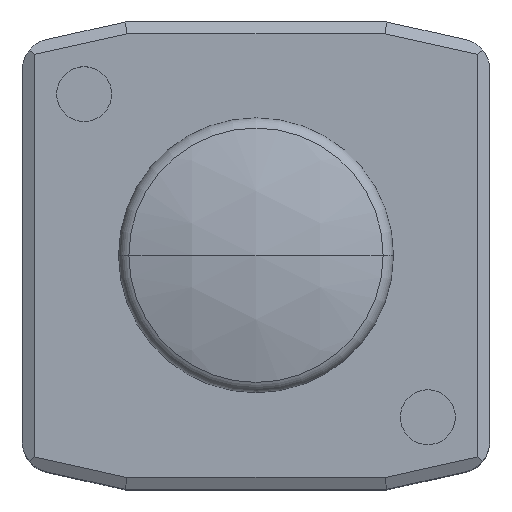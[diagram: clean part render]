
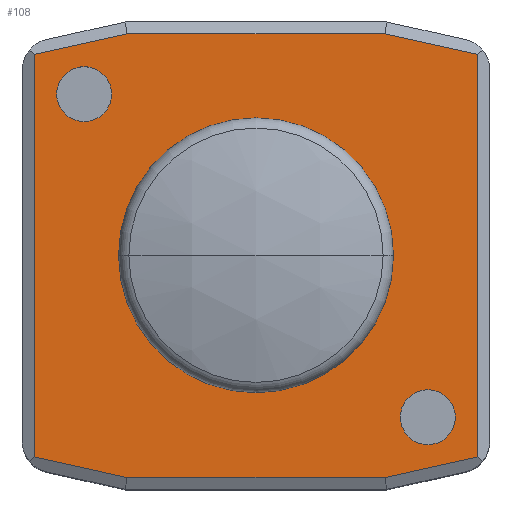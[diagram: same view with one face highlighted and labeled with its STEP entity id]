
A CAD part, top view. The second image highlights one B-rep face of the part: STEP entity #108.
In plain terms, the highlighted planar face has unit normal (0, 0, 1).
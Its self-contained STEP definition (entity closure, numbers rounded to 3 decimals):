
#108=ADVANCED_FACE('',(#238,#239,#240,#241),#242,.T.);
#238=FACE_BOUND('',#375,.T.);
#239=FACE_BOUND('',#376,.T.);
#240=FACE_BOUND('',#377,.T.);
#241=FACE_OUTER_BOUND('',#378,.T.);
#242=PLANE('',#379);
#375=EDGE_LOOP('',(#841,#842));
#376=EDGE_LOOP('',(#843,#844));
#377=EDGE_LOOP('',(#845,#846));
#378=EDGE_LOOP('',(#847,#848,#849,#850,#851,#852,#853,#854));
#379=AXIS2_PLACEMENT_3D('',#855,#856,#857);
#841=ORIENTED_EDGE('',*,*,#951,.T.);
#842=ORIENTED_EDGE('',*,*,#950,.T.);
#843=ORIENTED_EDGE('',*,*,#899,.T.);
#844=ORIENTED_EDGE('',*,*,#983,.T.);
#845=ORIENTED_EDGE('',*,*,#895,.T.);
#846=ORIENTED_EDGE('',*,*,#985,.T.);
#847=ORIENTED_EDGE('',*,*,#988,.T.);
#848=ORIENTED_EDGE('',*,*,#1020,.T.);
#849=ORIENTED_EDGE('',*,*,#1012,.T.);
#850=ORIENTED_EDGE('',*,*,#1029,.T.);
#851=ORIENTED_EDGE('',*,*,#1022,.T.);
#852=ORIENTED_EDGE('',*,*,#1005,.T.);
#853=ORIENTED_EDGE('',*,*,#999,.T.);
#854=ORIENTED_EDGE('',*,*,#994,.T.);
#855=CARTESIAN_POINT('',(0.,34.0,53.0));
#856=DIRECTION('',(0.0,0.0,1.0));
#857=DIRECTION('',(1.0,0.0,0.0));
#895=EDGE_CURVE('',#1057,#1054,#1058,.T.);
#899=EDGE_CURVE('',#1065,#1062,#1066,.T.);
#950=EDGE_CURVE('',#1157,#1161,#1163,.T.);
#951=EDGE_CURVE('',#1161,#1157,#1164,.T.);
#983=EDGE_CURVE('',#1062,#1065,#1204,.T.);
#985=EDGE_CURVE('',#1054,#1057,#1206,.T.);
#988=EDGE_CURVE('',#1212,#1210,#1213,.T.);
#994=EDGE_CURVE('',#1222,#1212,#1223,.T.);
#999=EDGE_CURVE('',#1231,#1222,#1232,.T.);
#1005=EDGE_CURVE('',#1241,#1231,#1242,.T.);
#1012=EDGE_CURVE('',#1255,#1253,#1256,.T.);
#1020=EDGE_CURVE('',#1210,#1255,#1268,.T.);
#1022=EDGE_CURVE('',#1271,#1241,#1272,.T.);
#1029=EDGE_CURVE('',#1253,#1271,#1282,.T.);
#1054=VERTEX_POINT('',#1311);
#1057=VERTEX_POINT('',#1315);
#1058=CIRCLE('',#1316,4.0);
#1062=VERTEX_POINT('',#1321);
#1065=VERTEX_POINT('',#1325);
#1066=CIRCLE('',#1326,4.0);
#1157=VERTEX_POINT('',#1432);
#1161=VERTEX_POINT('',#1437);
#1163=CIRCLE('',#1440,14.5);
#1164=CIRCLE('',#1441,14.5);
#1204=CIRCLE('',#1493,4.0);
#1206=CIRCLE('',#1495,4.0);
#1210=VERTEX_POINT('',#1499);
#1212=VERTEX_POINT('',#1502);
#1213=LINE('',#1503,#1504);
#1222=VERTEX_POINT('',#1518);
#1223=LINE('',#1519,#1520);
#1231=VERTEX_POINT('',#1531);
#1232=LINE('',#1532,#1533);
#1241=VERTEX_POINT('',#1545);
#1242=LINE('',#1546,#1547);
#1253=VERTEX_POINT('',#1561);
#1255=VERTEX_POINT('',#1564);
#1256=LINE('',#1565,#1566);
#1268=LINE('',#1582,#1583);
#1271=VERTEX_POINT('',#1586);
#1272=LINE('',#1587,#1588);
#1282=LINE('',#1604,#1605);
#1311=CARTESIAN_POINT('',(29.0,10.5,53.0));
#1315=CARTESIAN_POINT('',(21.0,10.5,53.0));
#1316=AXIS2_PLACEMENT_3D('',#1654,#1655,#1656);
#1321=CARTESIAN_POINT('',(-21.0,57.5,53.0));
#1325=CARTESIAN_POINT('',(-29.0,57.5,53.0));
#1326=AXIS2_PLACEMENT_3D('',#1662,#1663,#1664);
#1432=CARTESIAN_POINT('',(0.,48.5,53.0));
#1437=CARTESIAN_POINT('',(0.,19.5,53.0));
#1440=AXIS2_PLACEMENT_3D('',#1781,#1782,#1783);
#1441=AXIS2_PLACEMENT_3D('',#1784,#1785,#1786);
#1493=AXIS2_PLACEMENT_3D('',#1856,#1857,#1858);
#1495=AXIS2_PLACEMENT_3D('',#1862,#1863,#1864);
#1499=CARTESIAN_POINT('',(32.268,4.716,53.0));
#1502=CARTESIAN_POINT('',(18.81,1.732,53.0));
#1503=CARTESIAN_POINT('',(-13.198,-5.364,53.0));
#1504=VECTOR('',#1869,1.0);
#1518=CARTESIAN_POINT('',(-18.81,1.732,53.0));
#1519=CARTESIAN_POINT('',(-17.5,1.732,53.0));
#1520=VECTOR('',#1875,1.0);
#1531=CARTESIAN_POINT('',(-32.268,4.716,53.0));
#1532=CARTESIAN_POINT('',(-20.973,2.211,53.0));
#1533=VECTOR('',#1882,1.0);
#1545=CARTESIAN_POINT('',(-32.268,63.284,53.0));
#1546=CARTESIAN_POINT('',(-32.268,51.5,53.0));
#1547=VECTOR('',#1892,1.0);
#1561=CARTESIAN_POINT('',(18.81,66.268,53.0));
#1564=CARTESIAN_POINT('',(32.268,63.284,53.0));
#1565=CARTESIAN_POINT('',(20.973,65.789,53.0));
#1566=VECTOR('',#1903,1.0);
#1582=CARTESIAN_POINT('',(32.268,16.5,53.0));
#1583=VECTOR('',#1917,1.0);
#1586=CARTESIAN_POINT('',(-18.81,66.268,53.0));
#1587=CARTESIAN_POINT('',(13.198,73.364,53.0));
#1588=VECTOR('',#1921,1.0);
#1604=CARTESIAN_POINT('',(17.5,66.268,53.0));
#1605=VECTOR('',#1928,1.0);
#1654=CARTESIAN_POINT('',(25.0,10.5,53.0));
#1655=DIRECTION('',(0.0,0.0,-1.0));
#1656=DIRECTION('',(1.0,0.0,0.0));
#1662=CARTESIAN_POINT('',(-25.0,57.5,53.0));
#1663=DIRECTION('',(0.0,0.0,-1.0));
#1664=DIRECTION('',(1.0,0.0,0.0));
#1781=CARTESIAN_POINT('',(0.,34.0,53.0));
#1782=DIRECTION('',(0.0,0.0,-1.0));
#1783=DIRECTION('',(0.0,1.0,0.0));
#1784=CARTESIAN_POINT('',(0.,34.0,53.0));
#1785=DIRECTION('',(0.0,0.0,-1.0));
#1786=DIRECTION('',(0.0,1.0,0.0));
#1856=CARTESIAN_POINT('',(-25.0,57.5,53.0));
#1857=DIRECTION('',(0.0,0.0,-1.0));
#1858=DIRECTION('',(1.0,0.0,0.0));
#1862=CARTESIAN_POINT('',(25.0,10.5,53.0));
#1863=DIRECTION('',(0.0,0.0,-1.0));
#1864=DIRECTION('',(1.0,0.0,0.0));
#1869=DIRECTION('',(0.976,0.216,-0.0));
#1875=DIRECTION('',(1.0,0.,0.0));
#1882=DIRECTION('',(0.976,-0.216,0.0));
#1892=DIRECTION('',(0.,-1.0,0.0));
#1903=DIRECTION('',(-0.976,0.216,0.0));
#1917=DIRECTION('',(0.,1.0,0.0));
#1921=DIRECTION('',(-0.976,-0.216,0.0));
#1928=DIRECTION('',(-1.0,0.0,0.0));
